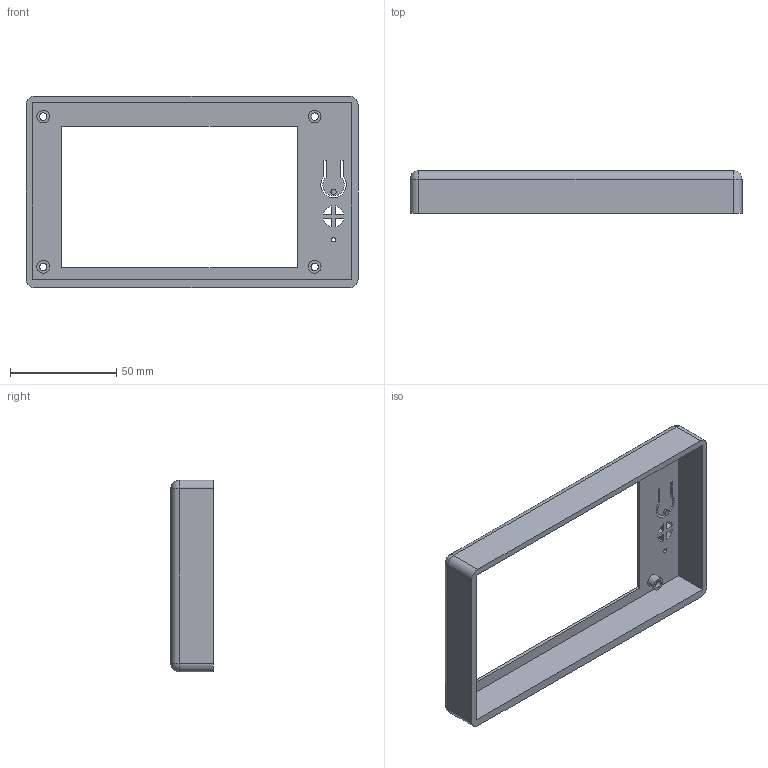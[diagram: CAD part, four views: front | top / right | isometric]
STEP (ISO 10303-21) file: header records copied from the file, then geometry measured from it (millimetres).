
FILE_DESCRIPTION(/* description */ (''),/* implementation_level */ '2;1');
FILE_NAME(/* name */ 'Step''s/1-5i_Case_Front v4.step',/* time_stamp */ '2019-10-20T16:48:42-04:00',/* author */ (''),/* organization */ (''),/* preprocessor_version */ 'ST-DEVELOPER v18',/* originating_system */ 'Autodesk Translation Framework v8.6.0.1094',/* authorisation */ '');
FILE_SCHEMA (('AUTOMOTIVE_DESIGN { 1 0 10303 214 3 1 1 }'));
Length unit declared in the file: millimetre
Products named in the file (1): 1-5i_Case_Front
Bounding box: 155.95 x 20 x 90.05 mm (x, y, z)
Volume: 48428.2 mm3; surface area: 31678.6 mm2
Topology: 1 solids, 1 shells, 87 faces, 208 edges, 134 vertices
Faces by surface type: plane 55, cylinder 28, sphere 4
Full cylindrical faces by diameter (mm): 2 x1, 2.5 x1, 3.5 x4, 6 x8
Entity records: 2590 total; most frequent: DIRECTION 440, CARTESIAN_POINT 430, ORIENTED_EDGE 416, EDGE_CURVE 208, LINE 152, VECTOR 152, AXIS2_PLACEMENT_3D 144, VERTEX_POINT 134
